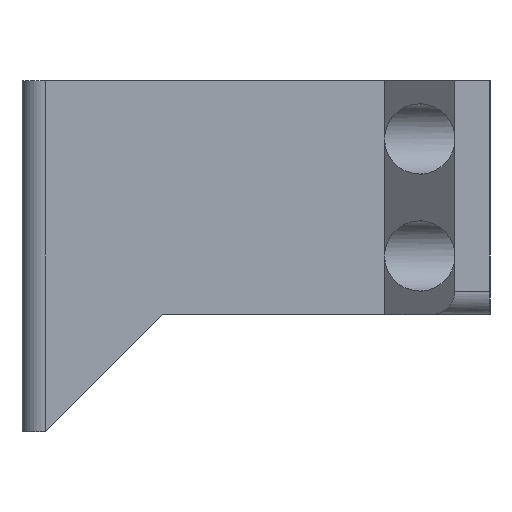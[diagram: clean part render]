
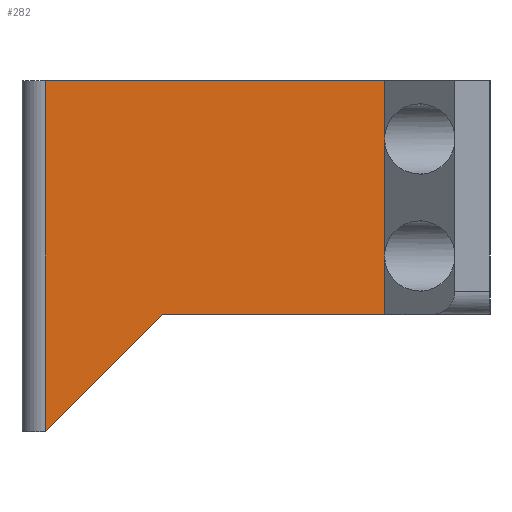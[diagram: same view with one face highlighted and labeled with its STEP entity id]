
A CAD part, left-side view. The second image highlights one B-rep face of the part: STEP entity #282.
In plain terms, the highlighted planar face has unit normal (-1, 0, 0).
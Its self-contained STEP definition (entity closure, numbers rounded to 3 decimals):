
#4 = VECTOR ( 'NONE', #1155, 1000. ) ;
#18 = LINE ( 'NONE', #1322, #483 ) ;
#29 = DIRECTION ( 'NONE',  ( 0., -1., 0. ) ) ;
#62 = VERTEX_POINT ( 'NONE', #1266 ) ;
#64 = DIRECTION ( 'NONE',  ( 0., 0., -1. ) ) ;
#96 = FACE_OUTER_BOUND ( 'NONE', #1389, .T. ) ;
#102 = DIRECTION ( 'NONE',  ( 0., 0., 1. ) ) ;
#119 = VERTEX_POINT ( 'NONE', #519 ) ;
#122 = DIRECTION ( 'NONE',  ( 0., 0., -1. ) ) ;
#140 = ORIENTED_EDGE ( 'NONE', *, *, #903, .T. ) ;
#222 = DIRECTION ( 'NONE',  ( 1., 0., 0. ) ) ;
#265 = LINE ( 'NONE', #1362, #1519 ) ;
#272 = EDGE_CURVE ( 'NONE', #1546, #119, #1368, .T. ) ;
#282 = ADVANCED_FACE ( 'NONE', ( #96 ), #951, .F. ) ;
#290 = ORIENTED_EDGE ( 'NONE', *, *, #272, .T. ) ;
#378 = VECTOR ( 'NONE', #102, 1000. ) ;
#399 = EDGE_CURVE ( 'NONE', #593, #1546, #732, .T. ) ;
#458 = EDGE_CURVE ( 'NONE', #684, #1066, #18, .T. ) ;
#474 = DIRECTION ( 'NONE',  ( 0., -0.707, 0.707 ) ) ;
#477 = LINE ( 'NONE', #1301, #539 ) ;
#483 = VECTOR ( 'NONE', #64, 1000. ) ;
#519 = CARTESIAN_POINT ( 'NONE',  ( -25., 9., 10. ) ) ;
#523 = CARTESIAN_POINT ( 'NONE',  ( -25., 38., -20. ) ) ;
#539 = VECTOR ( 'NONE', #552, 1000. ) ;
#552 = DIRECTION ( 'NONE',  ( 0., -1., 0. ) ) ;
#593 = VERTEX_POINT ( 'NONE', #1410 ) ;
#618 = VECTOR ( 'NONE', #1084, 1000. ) ;
#684 = VERTEX_POINT ( 'NONE', #1334 ) ;
#732 = LINE ( 'NONE', #1330, #618 ) ;
#766 = CARTESIAN_POINT ( 'NONE',  ( -25., 40., -10. ) ) ;
#791 = VECTOR ( 'NONE', #29, 1000. ) ;
#809 = LINE ( 'NONE', #766, #791 ) ;
#844 = CARTESIAN_POINT ( 'NONE',  ( -25., 9., 10. ) ) ;
#902 = ORIENTED_EDGE ( 'NONE', *, *, #1450, .T. ) ;
#903 = EDGE_CURVE ( 'NONE', #62, #1408, #809, .T. ) ;
#945 = EDGE_CURVE ( 'NONE', #1408, #593, #1293, .T. ) ;
#951 = PLANE ( 'NONE',  #955 ) ;
#955 = AXIS2_PLACEMENT_3D ( 'NONE', #973, #222, #122 ) ;
#973 = CARTESIAN_POINT ( 'NONE',  ( -25., 40., 10. ) ) ;
#1066 = VERTEX_POINT ( 'NONE', #523 ) ;
#1084 = DIRECTION ( 'NONE',  ( 0., 0., 1. ) ) ;
#1155 = DIRECTION ( 'NONE',  ( 0., 0., 1. ) ) ;
#1169 = ORIENTED_EDGE ( 'NONE', *, *, #945, .T. ) ;
#1189 = ORIENTED_EDGE ( 'NONE', *, *, #458, .T. ) ;
#1241 = EDGE_CURVE ( 'NONE', #684, #119, #477, .T. ) ;
#1261 = ORIENTED_EDGE ( 'NONE', *, *, #1241, .F. ) ;
#1266 = CARTESIAN_POINT ( 'NONE',  ( -25., 28., -10. ) ) ;
#1289 = ORIENTED_EDGE ( 'NONE', *, *, #399, .T. ) ;
#1293 = LINE ( 'NONE', #1512, #4 ) ;
#1301 = CARTESIAN_POINT ( 'NONE',  ( -25., 40., 10. ) ) ;
#1322 = CARTESIAN_POINT ( 'NONE',  ( -25., 38., 10. ) ) ;
#1330 = CARTESIAN_POINT ( 'NONE',  ( -25., 9., 10. ) ) ;
#1334 = CARTESIAN_POINT ( 'NONE',  ( -25., 38., 10. ) ) ;
#1362 = CARTESIAN_POINT ( 'NONE',  ( -25., 24., -6. ) ) ;
#1368 = LINE ( 'NONE', #844, #378 ) ;
#1389 = EDGE_LOOP ( 'NONE', ( #1261, #1189, #902, #140, #1169, #1289, #290 ) ) ;
#1408 = VERTEX_POINT ( 'NONE', #1603 ) ;
#1410 = CARTESIAN_POINT ( 'NONE',  ( -25., 9., -5. ) ) ;
#1450 = EDGE_CURVE ( 'NONE', #1066, #62, #265, .T. ) ;
#1502 = CARTESIAN_POINT ( 'NONE',  ( -25., 9., 5. ) ) ;
#1512 = CARTESIAN_POINT ( 'NONE',  ( -25., 9., 10. ) ) ;
#1519 = VECTOR ( 'NONE', #474, 1000. ) ;
#1546 = VERTEX_POINT ( 'NONE', #1502 ) ;
#1603 = CARTESIAN_POINT ( 'NONE',  ( -25., 9., -10. ) ) ;
